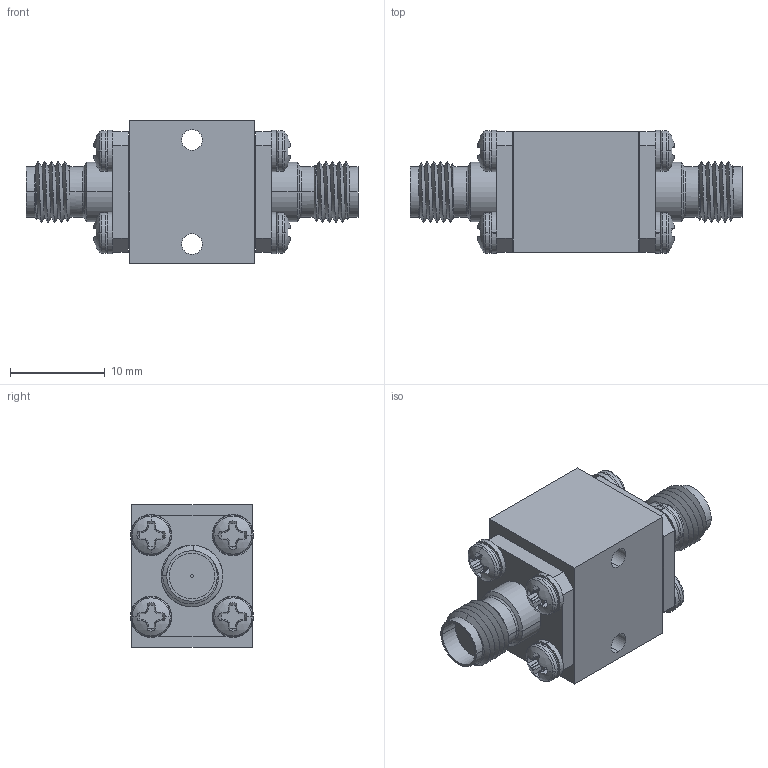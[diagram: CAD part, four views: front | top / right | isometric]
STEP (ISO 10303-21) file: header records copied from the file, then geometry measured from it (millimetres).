
FILE_DESCRIPTION (( 'STEP AP203' ), '1' );
FILE_NAME ('SCF-30328330-2F2F-H3.STEP', '2019-07-18T17:21:00', ( '' ), ( '' ), 'SwSTEP 2.0', 'SolidWorks 2016', '' );
FILE_SCHEMA (( 'CONFIG_CONTROL_DESIGN' ));
Length unit declared in the file: inch
Products named in the file (1): SCF-30328330-2F2F-H3
Bounding box: 35.04 x 13 x 15 mm (x, y, z)
Volume: 3552.8 mm3; surface area: 3653.4 mm2
Topology: 19 solids, 19 shells, 918 faces, 2536 edges, 1674 vertices
Faces by surface type: cylinder 538, plane 222, cone 78, torus 36, bspline 28, sphere 16
Entity records: 39199 total; most frequent: CARTESIAN_POINT 18203, ORIENTED_EDGE 5072, DIRECTION 3806, EDGE_CURVE 2536, VERTEX_POINT 1674, AXIS2_PLACEMENT_3D 1453, EDGE_LOOP 956, ADVANCED_FACE 918
